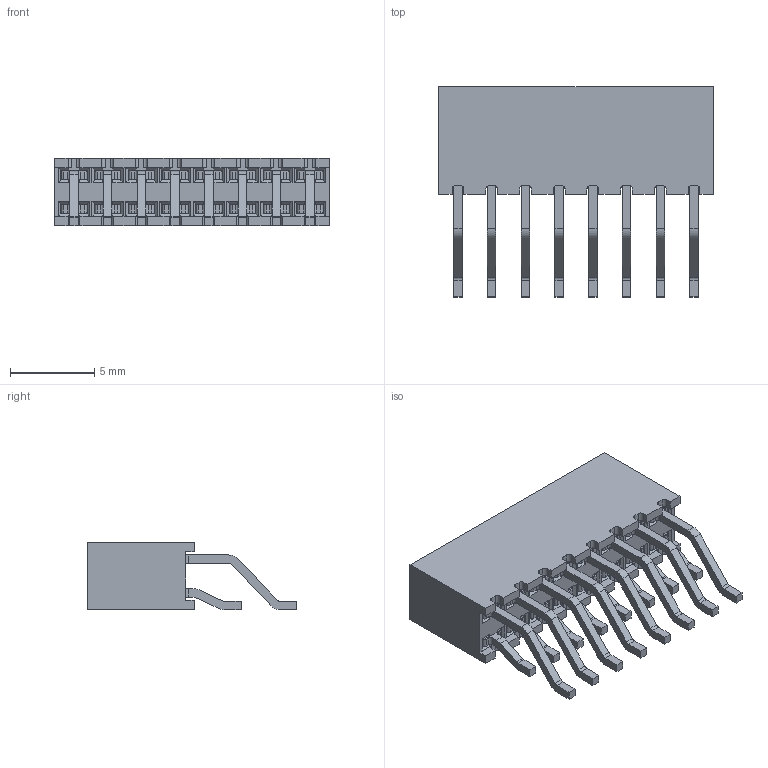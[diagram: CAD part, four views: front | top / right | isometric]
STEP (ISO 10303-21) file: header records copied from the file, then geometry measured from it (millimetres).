
FILE_DESCRIPTION(/* description */ ('Unknown'),/* implementation_level */ '2;1');
FILE_NAME(/* name */ 'J_Wurth_WR-PHD_621116284621',/* time_stamp */ '2025-04-28T16:41:23+08:00',/* author */ ('Unknown'),/* organization */ ('Unknown'),/* preprocessor_version */ 'ST-DEVELOPER v19.4',/* originating_system */ 'Solid Edge',/* authorisation */ 'Unknown');
FILE_SCHEMA (('AUTOMOTIVE_DESIGN {1 0 10303 214 3 1 1}'));
Products named in the file (2): J_Wurth_WR-PHD_621116284621
Assembly tree (1 placements, depth 2):
  J_Wurth_WR-PHD_621116284621
    J_Wurth_WR-PHD_621116284621
Bounding box: 16.3 x 12.45 x 4 mm (x, y, z)
Volume: 368.9 mm3; surface area: 1232.9 mm2
Topology: 1 solids, 1 shells, 1594 faces, 4728 edges, 3088 vertices
Faces by surface type: plane 1146, cylinder 448
Entity records: 64353 total; most frequent: ORIENTED_EDGE 9456, CARTESIAN_POINT 9412, DIRECTION 8880, EDGE_CURVE 4728, LINE 3768, VECTOR 3768, VERTEX_POINT 3088, AXIS2_PLACEMENT_3D 2556
